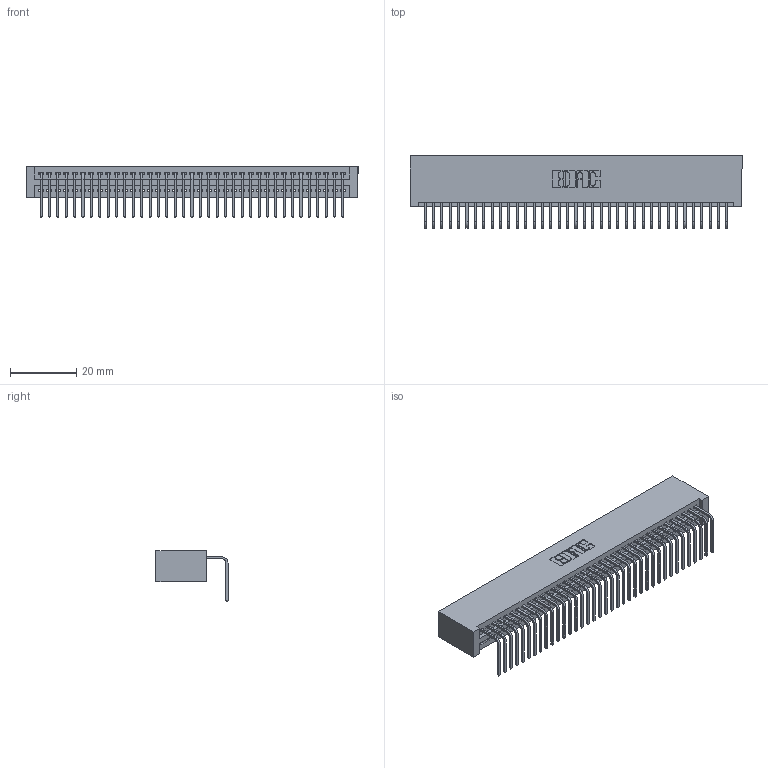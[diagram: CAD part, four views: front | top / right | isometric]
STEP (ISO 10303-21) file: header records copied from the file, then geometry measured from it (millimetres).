
FILE_DESCRIPTION (( 'STEP AP203' ), '1' );
FILE_NAME ('345-037-558-101.STEP', '2019-10-10T15:24:58', ( '' ), ( '' ), 'SwSTEP 2.0', 'SolidWorks 2016', '' );
FILE_SCHEMA (( 'CONFIG_CONTROL_DESIGN' ));
Length unit declared in the file: inch
Products named in the file (3): 345-037-558-101; 345 Part_No Mounting Lugs; 345-292-001_558 Tail - 2
Assembly tree (38 placements, depth 2):
  345-037-558-101
    345 Part_No Mounting Lugs
    345-292-001_558 Tail - 2  x37
Bounding box: 100.58 x 21.83 x 15.37 mm (x, y, z)
Volume: 10220.3 mm3; surface area: 14428.3 mm2
Topology: 38 solids, 38 shells, 2338 faces, 7051 edges, 4650 vertices
Faces by surface type: plane 1630, cylinder 708
Entity records: 28327 total; most frequent: CARTESIAN_POINT 4915, ORIENTED_EDGE 4886, DIRECTION 4293, EDGE_CURVE 2443, LINE 2171, VECTOR 2171, VERTEX_POINT 1626, AXIS2_PLACEMENT_3D 1061
